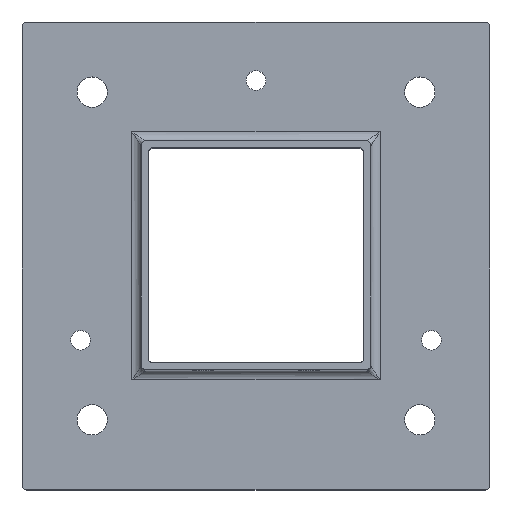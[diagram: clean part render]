
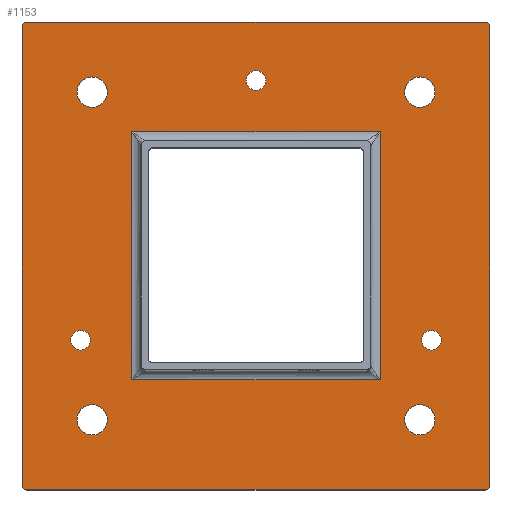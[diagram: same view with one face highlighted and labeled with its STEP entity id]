
A CAD part, top view. The second image highlights one B-rep face of the part: STEP entity #1153.
In plain terms, the highlighted planar face has unit normal (0, 0, 1).
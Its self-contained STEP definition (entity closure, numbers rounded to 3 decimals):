
#60=FACE_BOUND('',#224,.T.);
#61=FACE_BOUND('',#225,.T.);
#62=FACE_BOUND('',#226,.T.);
#63=FACE_BOUND('',#227,.T.);
#64=FACE_BOUND('',#228,.T.);
#65=FACE_BOUND('',#229,.T.);
#66=FACE_BOUND('',#230,.T.);
#67=FACE_BOUND('',#231,.T.);
#85=PLANE('',#1291);
#132=FACE_OUTER_BOUND('',#223,.T.);
#223=EDGE_LOOP('',(#971,#972,#973,#974,#975,#976,#977,#978));
#224=EDGE_LOOP('',(#979));
#225=EDGE_LOOP('',(#980));
#226=EDGE_LOOP('',(#981));
#227=EDGE_LOOP('',(#982));
#228=EDGE_LOOP('',(#983));
#229=EDGE_LOOP('',(#984));
#230=EDGE_LOOP('',(#985));
#231=EDGE_LOOP('',(#986,#987,#988,#989));
#291=LINE('',#1900,#366);
#300=LINE('',#1961,#375);
#304=LINE('',#2045,#379);
#306=LINE('',#2049,#381);
#308=LINE('',#2057,#383);
#309=LINE('',#2061,#384);
#310=LINE('',#2065,#385);
#311=LINE('',#2068,#386);
#366=VECTOR('',#1525,10.);
#375=VECTOR('',#1556,10.);
#379=VECTOR('',#1576,10.);
#381=VECTOR('',#1582,10.);
#383=VECTOR('',#1590,10.);
#384=VECTOR('',#1593,10.);
#385=VECTOR('',#1596,10.);
#386=VECTOR('',#1599,10.);
#462=CIRCLE('',#1292,2.);
#463=CIRCLE('',#1293,2.);
#464=CIRCLE('',#1294,2.);
#465=CIRCLE('',#1295,2.);
#466=CIRCLE('',#1296,4.19);
#467=CIRCLE('',#1297,6.5);
#468=CIRCLE('',#1298,6.5);
#469=CIRCLE('',#1299,6.5);
#470=CIRCLE('',#1300,6.5);
#471=CIRCLE('',#1301,4.19);
#472=CIRCLE('',#1302,4.19);
#542=VERTEX_POINT('',#1886);
#546=VERTEX_POINT('',#1898);
#555=VERTEX_POINT('',#1953);
#557=VERTEX_POINT('',#1959);
#560=VERTEX_POINT('',#2053);
#561=VERTEX_POINT('',#2054);
#562=VERTEX_POINT('',#2056);
#563=VERTEX_POINT('',#2058);
#564=VERTEX_POINT('',#2060);
#565=VERTEX_POINT('',#2062);
#566=VERTEX_POINT('',#2064);
#567=VERTEX_POINT('',#2066);
#568=VERTEX_POINT('',#2069);
#569=VERTEX_POINT('',#2071);
#570=VERTEX_POINT('',#2073);
#571=VERTEX_POINT('',#2075);
#572=VERTEX_POINT('',#2077);
#573=VERTEX_POINT('',#2079);
#574=VERTEX_POINT('',#2081);
#678=EDGE_CURVE('',#546,#542,#291,.T.);
#694=EDGE_CURVE('',#557,#555,#300,.T.);
#702=EDGE_CURVE('',#555,#546,#304,.T.);
#704=EDGE_CURVE('',#542,#557,#306,.T.);
#706=EDGE_CURVE('',#560,#561,#462,.T.);
#707=EDGE_CURVE('',#562,#560,#308,.T.);
#708=EDGE_CURVE('',#563,#562,#463,.T.);
#709=EDGE_CURVE('',#564,#563,#309,.T.);
#710=EDGE_CURVE('',#565,#564,#464,.T.);
#711=EDGE_CURVE('',#566,#565,#310,.T.);
#712=EDGE_CURVE('',#567,#566,#465,.T.);
#713=EDGE_CURVE('',#561,#567,#311,.T.);
#714=EDGE_CURVE('',#568,#568,#466,.T.);
#715=EDGE_CURVE('',#569,#569,#467,.T.);
#716=EDGE_CURVE('',#570,#570,#468,.T.);
#717=EDGE_CURVE('',#571,#571,#469,.T.);
#718=EDGE_CURVE('',#572,#572,#470,.T.);
#719=EDGE_CURVE('',#573,#573,#471,.T.);
#720=EDGE_CURVE('',#574,#574,#472,.T.);
#971=ORIENTED_EDGE('',*,*,#706,.F.);
#972=ORIENTED_EDGE('',*,*,#707,.F.);
#973=ORIENTED_EDGE('',*,*,#708,.F.);
#974=ORIENTED_EDGE('',*,*,#709,.F.);
#975=ORIENTED_EDGE('',*,*,#710,.F.);
#976=ORIENTED_EDGE('',*,*,#711,.F.);
#977=ORIENTED_EDGE('',*,*,#712,.F.);
#978=ORIENTED_EDGE('',*,*,#713,.F.);
#979=ORIENTED_EDGE('',*,*,#714,.T.);
#980=ORIENTED_EDGE('',*,*,#715,.T.);
#981=ORIENTED_EDGE('',*,*,#716,.T.);
#982=ORIENTED_EDGE('',*,*,#717,.T.);
#983=ORIENTED_EDGE('',*,*,#718,.T.);
#984=ORIENTED_EDGE('',*,*,#719,.T.);
#985=ORIENTED_EDGE('',*,*,#720,.T.);
#986=ORIENTED_EDGE('',*,*,#694,.F.);
#987=ORIENTED_EDGE('',*,*,#704,.F.);
#988=ORIENTED_EDGE('',*,*,#678,.F.);
#989=ORIENTED_EDGE('',*,*,#702,.F.);
#1153=ADVANCED_FACE('',(#132,#60,#61,#62,#63,#64,#65,#66,#67),#85,.T.);
#1291=AXIS2_PLACEMENT_3D('',#2052,#1586,#1587);
#1292=AXIS2_PLACEMENT_3D('',#2055,#1588,#1589);
#1293=AXIS2_PLACEMENT_3D('',#2059,#1591,#1592);
#1294=AXIS2_PLACEMENT_3D('',#2063,#1594,#1595);
#1295=AXIS2_PLACEMENT_3D('',#2067,#1597,#1598);
#1296=AXIS2_PLACEMENT_3D('',#2070,#1600,#1601);
#1297=AXIS2_PLACEMENT_3D('',#2072,#1602,#1603);
#1298=AXIS2_PLACEMENT_3D('',#2074,#1604,#1605);
#1299=AXIS2_PLACEMENT_3D('',#2076,#1606,#1607);
#1300=AXIS2_PLACEMENT_3D('',#2078,#1608,#1609);
#1301=AXIS2_PLACEMENT_3D('',#2080,#1610,#1611);
#1302=AXIS2_PLACEMENT_3D('',#2082,#1612,#1613);
#1525=DIRECTION('',(0.,1.,0.));
#1556=DIRECTION('',(0.,-1.,0.));
#1576=DIRECTION('',(1.,0.,0.));
#1582=DIRECTION('',(-1.,0.,0.));
#1586=DIRECTION('center_axis',(0.,0.,1.));
#1587=DIRECTION('ref_axis',(1.,0.,0.));
#1588=DIRECTION('center_axis',(0.,0.,-1.));
#1589=DIRECTION('ref_axis',(-0.707,0.707,0.));
#1590=DIRECTION('',(0.,1.,0.));
#1591=DIRECTION('center_axis',(0.,0.,-1.));
#1592=DIRECTION('ref_axis',(-0.707,-0.707,0.));
#1593=DIRECTION('',(-1.,0.,0.));
#1594=DIRECTION('center_axis',(0.,0.,-1.));
#1595=DIRECTION('ref_axis',(0.707,-0.707,0.));
#1596=DIRECTION('',(0.,-1.,0.));
#1597=DIRECTION('center_axis',(0.,0.,-1.));
#1598=DIRECTION('ref_axis',(0.707,0.707,0.));
#1599=DIRECTION('',(1.,0.,0.));
#1600=DIRECTION('center_axis',(0.,0.,-1.));
#1601=DIRECTION('ref_axis',(-1.,0.,0.));
#1602=DIRECTION('center_axis',(0.,0.,-1.));
#1603=DIRECTION('ref_axis',(-1.,0.,0.));
#1604=DIRECTION('center_axis',(0.,0.,-1.));
#1605=DIRECTION('ref_axis',(-1.,0.,0.));
#1606=DIRECTION('center_axis',(0.,0.,-1.));
#1607=DIRECTION('ref_axis',(-1.,0.,0.));
#1608=DIRECTION('center_axis',(0.,0.,-1.));
#1609=DIRECTION('ref_axis',(-1.,0.,0.));
#1610=DIRECTION('center_axis',(0.,0.,-1.));
#1611=DIRECTION('ref_axis',(-1.,0.,0.));
#1612=DIRECTION('center_axis',(0.,0.,-1.));
#1613=DIRECTION('ref_axis',(-1.,0.,0.));
#1886=CARTESIAN_POINT('',(129.531,-23.612,8.));
#1898=CARTESIAN_POINT('',(129.531,-129.612,8.));
#1900=CARTESIAN_POINT('',(129.531,-52.112,8.));
#1953=CARTESIAN_POINT('',(23.531,-129.612,8.));
#1959=CARTESIAN_POINT('',(23.531,-23.612,8.));
#1961=CARTESIAN_POINT('',(23.531,-101.112,8.));
#2045=CARTESIAN_POINT('',(50.816,-129.612,8.));
#2049=CARTESIAN_POINT('',(50.816,-23.612,8.));
#2052=CARTESIAN_POINT('Origin',(24.005,-76.612,8.));
#2053=CARTESIAN_POINT('',(-23.469,21.388,8.));
#2054=CARTESIAN_POINT('',(-21.469,23.388,8.));
#2055=CARTESIAN_POINT('Origin',(-21.469,21.388,8.));
#2056=CARTESIAN_POINT('',(-23.469,-174.612,8.));
#2057=CARTESIAN_POINT('',(-23.469,23.388,8.));
#2058=CARTESIAN_POINT('',(-21.469,-176.612,8.));
#2059=CARTESIAN_POINT('Origin',(-21.469,-174.612,8.));
#2060=CARTESIAN_POINT('',(174.531,-176.612,8.));
#2061=CARTESIAN_POINT('',(-23.469,-176.612,8.));
#2062=CARTESIAN_POINT('',(176.531,-174.612,8.));
#2063=CARTESIAN_POINT('Origin',(174.531,-174.612,8.));
#2064=CARTESIAN_POINT('',(176.531,21.388,8.));
#2065=CARTESIAN_POINT('',(176.531,-176.612,8.));
#2066=CARTESIAN_POINT('',(174.531,23.388,8.));
#2067=CARTESIAN_POINT('Origin',(174.531,21.388,8.));
#2068=CARTESIAN_POINT('',(176.531,23.388,8.));
#2069=CARTESIAN_POINT('',(5.721,-112.612,8.));
#2070=CARTESIAN_POINT('Origin',(1.531,-112.612,8.));
#2071=CARTESIAN_POINT('',(13.031,-6.612,8.));
#2072=CARTESIAN_POINT('Origin',(6.531,-6.612,8.));
#2073=CARTESIAN_POINT('',(13.031,-146.612,8.));
#2074=CARTESIAN_POINT('Origin',(6.531,-146.612,8.));
#2075=CARTESIAN_POINT('',(153.031,-146.612,8.));
#2076=CARTESIAN_POINT('Origin',(146.531,-146.612,8.));
#2077=CARTESIAN_POINT('',(153.031,-6.612,8.));
#2078=CARTESIAN_POINT('Origin',(146.531,-6.612,8.));
#2079=CARTESIAN_POINT('',(155.721,-112.612,8.));
#2080=CARTESIAN_POINT('Origin',(151.531,-112.612,8.));
#2081=CARTESIAN_POINT('',(80.721,-1.612,8.));
#2082=CARTESIAN_POINT('Origin',(76.531,-1.612,8.));
